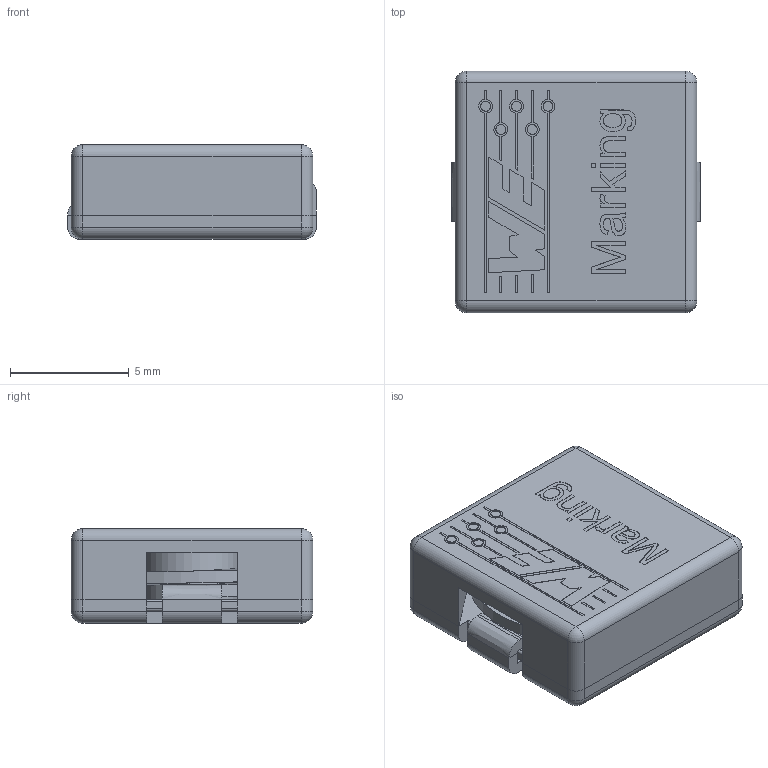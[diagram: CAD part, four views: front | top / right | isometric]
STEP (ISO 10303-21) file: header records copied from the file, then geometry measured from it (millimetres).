
FILE_DESCRIPTION(('FreeCAD Model'),'2;1');
FILE_NAME('Inductor_WE-HCI-1040.stp', '2016-03-24T13:43:32',('Author'),(''), 'Open CASCADE STEP processor 6.8','FreeCAD','Unknown');
FILE_SCHEMA(('AUTOMOTIVE_DESIGN_CC2 { 1 2 10303 214 -1 1 5 4 }'));
Length unit declared in the file: millimetre
Products named in the file (1): Fusion
Bounding box: 10.5 x 10.2 x 4 mm (x, y, z)
Volume: 328.3 mm3; surface area: 768.7 mm2
Topology: 2 solids, 2 shells, 276 faces, 691 edges, 434 vertices
Faces by surface type: plane 188, cylinder 35, extrusion 31, bspline 14, sphere 8
Full cylindrical faces by diameter (mm): 4 x1
Entity records: 28412 total; most frequent: CARTESIAN_POINT 14374, DIRECTION 1625, ORIENTED_EDGE 1366, PCURVE 1366, DEFINITIONAL_REPRESENTATION 1366, VECTOR 1027, B_SPLINE_CURVE_WITH_KNOTS 996, LINE 996
